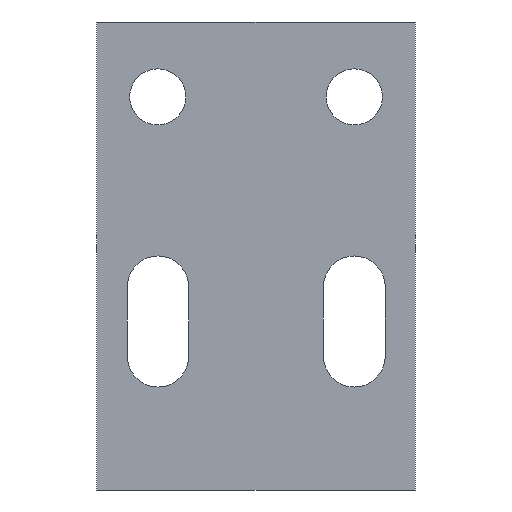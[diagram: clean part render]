
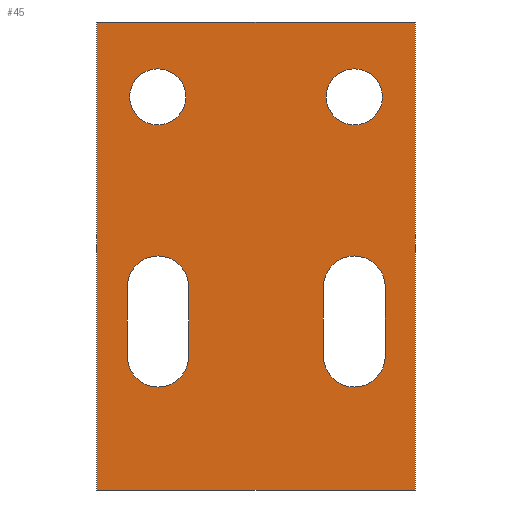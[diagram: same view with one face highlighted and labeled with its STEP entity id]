
A CAD part, front view. The second image highlights one B-rep face of the part: STEP entity #45.
In plain terms, the highlighted planar face has unit normal (0, -1, 0).
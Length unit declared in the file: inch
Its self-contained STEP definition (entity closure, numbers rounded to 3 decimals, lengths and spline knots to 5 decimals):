
#45=ADVANCED_FACE('',(#100,#101,#102,#103,#104),#105,.F.);
#100=FACE_OUTER_BOUND('',#170,.T.);
#101=FACE_BOUND('',#171,.T.);
#102=FACE_BOUND('',#172,.T.);
#103=FACE_BOUND('',#173,.T.);
#104=FACE_BOUND('',#174,.T.);
#105=PLANE('',#175);
#170=EDGE_LOOP('',(#239,#240,#241,#242));
#171=EDGE_LOOP('',(#243,#244));
#172=EDGE_LOOP('',(#245,#246));
#173=EDGE_LOOP('',(#247,#248,#249,#250));
#174=EDGE_LOOP('',(#251,#252,#253,#254));
#175=AXIS2_PLACEMENT_3D('',#255,#256,#257);
#239=ORIENTED_EDGE('',*,*,#405,.T.);
#240=ORIENTED_EDGE('',*,*,#406,.F.);
#241=ORIENTED_EDGE('',*,*,#407,.F.);
#242=ORIENTED_EDGE('',*,*,#408,.F.);
#243=ORIENTED_EDGE('',*,*,#409,.T.);
#244=ORIENTED_EDGE('',*,*,#410,.T.);
#245=ORIENTED_EDGE('',*,*,#411,.T.);
#246=ORIENTED_EDGE('',*,*,#412,.T.);
#247=ORIENTED_EDGE('',*,*,#413,.T.);
#248=ORIENTED_EDGE('',*,*,#400,.T.);
#249=ORIENTED_EDGE('',*,*,#414,.T.);
#250=ORIENTED_EDGE('',*,*,#415,.T.);
#251=ORIENTED_EDGE('',*,*,#416,.T.);
#252=ORIENTED_EDGE('',*,*,#417,.T.);
#253=ORIENTED_EDGE('',*,*,#418,.T.);
#254=ORIENTED_EDGE('',*,*,#419,.T.);
#255=CARTESIAN_POINT('',(0.,-1.32874,1.16142));
#256=DIRECTION('',(0.0,1.0,0.0));
#257=DIRECTION('',(0.0,0.0,1.0));
#400=EDGE_CURVE('',#467,#468,#469,.T.);
#405=EDGE_CURVE('',#476,#477,#478,.T.);
#406=EDGE_CURVE('',#479,#477,#480,.T.);
#407=EDGE_CURVE('',#481,#479,#482,.T.);
#408=EDGE_CURVE('',#476,#481,#483,.T.);
#409=EDGE_CURVE('',#484,#485,#486,.T.);
#410=EDGE_CURVE('',#485,#484,#487,.T.);
#411=EDGE_CURVE('',#488,#489,#490,.T.);
#412=EDGE_CURVE('',#489,#488,#491,.T.);
#413=EDGE_CURVE('',#492,#467,#493,.T.);
#414=EDGE_CURVE('',#468,#494,#495,.T.);
#415=EDGE_CURVE('',#494,#492,#496,.T.);
#416=EDGE_CURVE('',#497,#498,#499,.T.);
#417=EDGE_CURVE('',#498,#500,#501,.T.);
#418=EDGE_CURVE('',#500,#502,#503,.T.);
#419=EDGE_CURVE('',#502,#497,#504,.T.);
#467=VERTEX_POINT('',#566);
#468=VERTEX_POINT('',#567);
#469=LINE('',#568,#569);
#476=VERTEX_POINT('',#579);
#477=VERTEX_POINT('',#580);
#478=LINE('',#581,#582);
#479=VERTEX_POINT('',#583);
#480=LINE('',#584,#585);
#481=VERTEX_POINT('',#586);
#482=LINE('',#587,#588);
#483=LINE('',#589,#590);
#484=VERTEX_POINT('',#591);
#485=VERTEX_POINT('',#592);
#486=CIRCLE('',#593,0.05906);
#487=CIRCLE('',#594,0.05906);
#488=VERTEX_POINT('',#595);
#489=VERTEX_POINT('',#596);
#490=CIRCLE('',#597,0.05906);
#491=CIRCLE('',#598,0.05906);
#492=VERTEX_POINT('',#599);
#493=CIRCLE('',#600,0.06497);
#494=VERTEX_POINT('',#601);
#495=CIRCLE('',#602,0.06497);
#496=LINE('',#603,#604);
#497=VERTEX_POINT('',#605);
#498=VERTEX_POINT('',#606);
#499=LINE('',#607,#608);
#500=VERTEX_POINT('',#609);
#501=CIRCLE('',#610,0.06434);
#502=VERTEX_POINT('',#611);
#503=LINE('',#612,#613);
#504=CIRCLE('',#614,0.06434);
#566=CARTESIAN_POINT('',(0.27175,-1.32874,1.09647));
#567=CARTESIAN_POINT('',(0.27175,-1.32874,0.95081));
#568=CARTESIAN_POINT('',(0.27175,-1.32874,1.09253));
#569=VECTOR('',#696,1.0);
#579=CARTESIAN_POINT('',(-0.33465,-1.32874,1.65354));
#580=CARTESIAN_POINT('',(-0.33465,-1.32874,0.66929));
#581=CARTESIAN_POINT('',(-0.33465,-1.32874,1.16142));
#582=VECTOR('',#700,1.0);
#583=CARTESIAN_POINT('',(0.33465,-1.32874,0.66929));
#584=CARTESIAN_POINT('',(0.,-1.32874,0.66929));
#585=VECTOR('',#701,1.0);
#586=CARTESIAN_POINT('',(0.33465,-1.32874,1.65354));
#587=CARTESIAN_POINT('',(0.33465,-1.32874,1.16142));
#588=VECTOR('',#702,1.0);
#589=CARTESIAN_POINT('',(0.,-1.32874,1.65354));
#590=VECTOR('',#703,1.0);
#591=CARTESIAN_POINT('',(0.26584,-1.32874,1.49606));
#592=CARTESIAN_POINT('',(0.14773,-1.32874,1.49606));
#593=AXIS2_PLACEMENT_3D('',#704,#705,#706);
#594=AXIS2_PLACEMENT_3D('',#707,#708,#709);
#595=CARTESIAN_POINT('',(-0.14764,-1.32874,1.49606));
#596=CARTESIAN_POINT('',(-0.26575,-1.32874,1.49606));
#597=AXIS2_PLACEMENT_3D('',#710,#711,#712);
#598=AXIS2_PLACEMENT_3D('',#713,#714,#715);
#599=CARTESIAN_POINT('',(0.14181,-1.32874,1.09647));
#600=AXIS2_PLACEMENT_3D('',#716,#717,#718);
#601=CARTESIAN_POINT('',(0.14181,-1.32874,0.95081));
#602=AXIS2_PLACEMENT_3D('',#719,#720,#721);
#603=CARTESIAN_POINT('',(0.14181,-1.32874,1.09253));
#604=VECTOR('',#722,1.0);
#605=CARTESIAN_POINT('',(-0.14173,-1.32874,1.0971));
#606=CARTESIAN_POINT('',(-0.14173,-1.32874,0.95018));
#607=CARTESIAN_POINT('',(-0.14173,-1.32874,1.09253));
#608=VECTOR('',#723,1.0);
#609=CARTESIAN_POINT('',(-0.2704,-1.32874,0.95018));
#610=AXIS2_PLACEMENT_3D('',#724,#725,#726);
#611=CARTESIAN_POINT('',(-0.2704,-1.32874,1.0971));
#612=CARTESIAN_POINT('',(-0.2704,-1.32874,1.09253));
#613=VECTOR('',#727,1.0);
#614=AXIS2_PLACEMENT_3D('',#728,#729,#730);
#696=DIRECTION('',(0.,0.0,-1.0));
#700=DIRECTION('',(0.0,0.0,-1.0));
#701=DIRECTION('',(-1.0,0.0,0.0));
#702=DIRECTION('',(0.0,0.0,-1.0));
#703=DIRECTION('',(1.0,0.0,0.0));
#704=CARTESIAN_POINT('',(0.20678,-1.32874,1.49606));
#705=DIRECTION('',(0.0,1.0,0.0));
#706=DIRECTION('',(-1.0,0.0,0.0));
#707=CARTESIAN_POINT('',(0.20678,-1.32874,1.49606));
#708=DIRECTION('',(0.0,1.0,0.0));
#709=DIRECTION('',(-1.0,0.0,0.0));
#710=CARTESIAN_POINT('',(-0.20669,-1.32874,1.49606));
#711=DIRECTION('',(0.0,1.0,0.0));
#712=DIRECTION('',(-1.0,0.0,0.0));
#713=CARTESIAN_POINT('',(-0.20669,-1.32874,1.49606));
#714=DIRECTION('',(0.0,1.0,0.0));
#715=DIRECTION('',(-1.0,0.0,0.0));
#716=CARTESIAN_POINT('',(0.20678,-1.32874,1.09647));
#717=DIRECTION('',(0.0,1.0,0.0));
#718=DIRECTION('',(-1.0,0.0,0.));
#719=CARTESIAN_POINT('',(0.20678,-1.32874,0.95081));
#720=DIRECTION('',(0.0,1.0,0.0));
#721=DIRECTION('',(1.0,0.0,0.));
#722=DIRECTION('',(0.,-0.0,1.0));
#723=DIRECTION('',(0.,0.0,-1.0));
#724=CARTESIAN_POINT('',(-0.20607,-1.32874,0.95018));
#725=DIRECTION('',(0.0,1.0,0.0));
#726=DIRECTION('',(1.0,0.0,0.));
#727=DIRECTION('',(0.,-0.0,1.0));
#728=CARTESIAN_POINT('',(-0.20607,-1.32874,1.0971));
#729=DIRECTION('',(0.0,1.0,0.0));
#730=DIRECTION('',(-1.0,0.0,0.));
